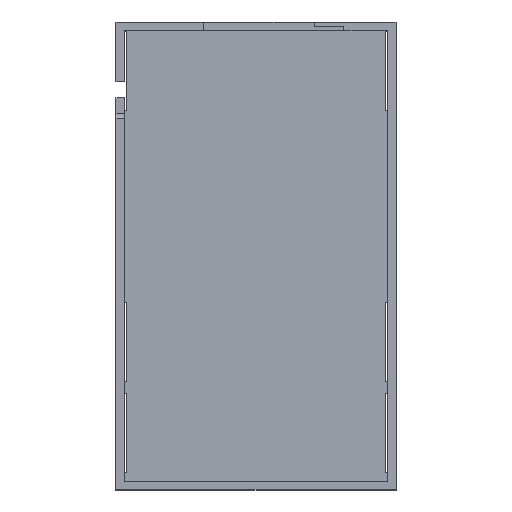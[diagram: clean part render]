
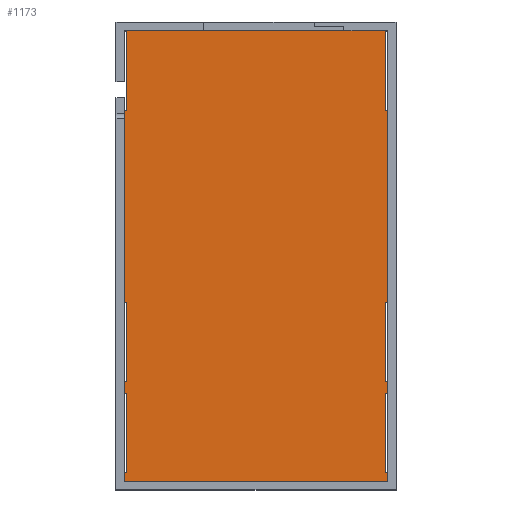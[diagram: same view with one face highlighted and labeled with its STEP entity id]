
A CAD part, top view. The second image highlights one B-rep face of the part: STEP entity #1173.
In plain terms, the highlighted planar face has unit normal (0, 0, 1).
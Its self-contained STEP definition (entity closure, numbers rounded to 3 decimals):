
#72=FACE_OUTER_BOUND('',#121,.T.);
#121=EDGE_LOOP('',(#1051,#1052,#1053,#1054,#1055,#1056,#1057,#1058,#1059,
#1060,#1061,#1062,#1063,#1064,#1065,#1066,#1067,#1068,#1069,#1070,#1071,
#1072,#1073,#1074,#1075,#1076,#1077,#1078));
#131=LINE('',#1544,#296);
#146=LINE('',#1577,#311);
#150=LINE('',#1585,#315);
#154=LINE('',#1593,#319);
#169=LINE('',#1631,#334);
#188=LINE('',#1668,#353);
#217=LINE('',#1724,#382);
#219=LINE('',#1729,#384);
#222=LINE('',#1735,#387);
#225=LINE('',#1741,#390);
#229=LINE('',#1748,#394);
#232=LINE('',#1754,#397);
#233=LINE('',#1756,#398);
#234=LINE('',#1758,#399);
#239=LINE('',#1766,#404);
#240=LINE('',#1768,#405);
#245=LINE('',#1776,#410);
#252=LINE('',#1790,#417);
#253=LINE('',#1793,#418);
#263=LINE('',#1811,#428);
#264=LINE('',#1814,#429);
#268=LINE('',#1820,#433);
#269=LINE('',#1822,#434);
#271=LINE('',#1825,#436);
#275=LINE('',#1832,#440);
#280=LINE('',#1842,#445);
#283=LINE('',#1846,#448);
#286=LINE('',#1851,#451);
#296=VECTOR('',#1260,10.);
#311=VECTOR('',#1281,10.);
#315=VECTOR('',#1285,10.);
#319=VECTOR('',#1289,10.);
#334=VECTOR('',#1328,10.);
#353=VECTOR('',#1361,10.);
#382=VECTOR('',#1394,10.);
#384=VECTOR('',#1398,10.);
#387=VECTOR('',#1403,10.);
#390=VECTOR('',#1408,10.);
#394=VECTOR('',#1414,10.);
#397=VECTOR('',#1419,10.);
#398=VECTOR('',#1422,10.);
#399=VECTOR('',#1425,10.);
#404=VECTOR('',#1432,10.);
#405=VECTOR('',#1435,10.);
#410=VECTOR('',#1442,10.);
#417=VECTOR('',#1453,10.);
#418=VECTOR('',#1456,10.);
#428=VECTOR('',#1472,10.);
#429=VECTOR('',#1475,10.);
#433=VECTOR('',#1483,10.);
#434=VECTOR('',#1484,10.);
#436=VECTOR('',#1486,10.);
#440=VECTOR('',#1490,10.);
#445=VECTOR('',#1501,10.);
#448=VECTOR('',#1506,10.);
#451=VECTOR('',#1513,10.);
#461=VERTEX_POINT('',#1541);
#462=VERTEX_POINT('',#1543);
#476=VERTEX_POINT('',#1574);
#477=VERTEX_POINT('',#1576);
#480=VERTEX_POINT('',#1582);
#481=VERTEX_POINT('',#1584);
#484=VERTEX_POINT('',#1590);
#485=VERTEX_POINT('',#1592);
#496=VERTEX_POINT('',#1630);
#507=VERTEX_POINT('',#1667);
#532=VERTEX_POINT('',#1722);
#533=VERTEX_POINT('',#1726);
#534=VERTEX_POINT('',#1728);
#535=VERTEX_POINT('',#1732);
#536=VERTEX_POINT('',#1734);
#537=VERTEX_POINT('',#1738);
#538=VERTEX_POINT('',#1740);
#539=VERTEX_POINT('',#1744);
#540=VERTEX_POINT('',#1746);
#541=VERTEX_POINT('',#1750);
#542=VERTEX_POINT('',#1752);
#551=VERTEX_POINT('',#1788);
#552=VERTEX_POINT('',#1792);
#557=VERTEX_POINT('',#1809);
#558=VERTEX_POINT('',#1813);
#559=VERTEX_POINT('',#1821);
#560=VERTEX_POINT('',#1824);
#563=VERTEX_POINT('',#1830);
#576=EDGE_CURVE('',#462,#461,#131,.T.);
#592=EDGE_CURVE('',#477,#476,#146,.T.);
#596=EDGE_CURVE('',#481,#480,#150,.T.);
#600=EDGE_CURVE('',#485,#484,#154,.T.);
#619=EDGE_CURVE('',#496,#485,#169,.T.);
#638=EDGE_CURVE('',#507,#462,#188,.T.);
#667=EDGE_CURVE('',#461,#532,#217,.T.);
#669=EDGE_CURVE('',#533,#534,#219,.T.);
#672=EDGE_CURVE('',#535,#536,#222,.T.);
#675=EDGE_CURVE('',#537,#538,#225,.T.);
#679=EDGE_CURVE('',#540,#539,#229,.T.);
#682=EDGE_CURVE('',#542,#541,#232,.T.);
#683=EDGE_CURVE('',#496,#532,#233,.T.);
#684=EDGE_CURVE('',#484,#541,#234,.T.);
#689=EDGE_CURVE('',#542,#481,#239,.T.);
#690=EDGE_CURVE('',#480,#539,#240,.T.);
#695=EDGE_CURVE('',#540,#477,#245,.T.);
#702=EDGE_CURVE('',#535,#551,#252,.T.);
#703=EDGE_CURVE('',#552,#536,#253,.T.);
#713=EDGE_CURVE('',#533,#557,#263,.T.);
#714=EDGE_CURVE('',#558,#534,#264,.T.);
#718=EDGE_CURVE('',#557,#552,#268,.T.);
#719=EDGE_CURVE('',#559,#558,#269,.T.);
#721=EDGE_CURVE('',#560,#507,#271,.T.);
#725=EDGE_CURVE('',#551,#563,#275,.T.);
#730=EDGE_CURVE('',#563,#538,#280,.T.);
#733=EDGE_CURVE('',#537,#560,#283,.T.);
#736=EDGE_CURVE('',#476,#559,#286,.T.);
#1051=ORIENTED_EDGE('',*,*,#638,.T.);
#1052=ORIENTED_EDGE('',*,*,#576,.T.);
#1053=ORIENTED_EDGE('',*,*,#667,.T.);
#1054=ORIENTED_EDGE('',*,*,#683,.F.);
#1055=ORIENTED_EDGE('',*,*,#619,.T.);
#1056=ORIENTED_EDGE('',*,*,#600,.T.);
#1057=ORIENTED_EDGE('',*,*,#684,.T.);
#1058=ORIENTED_EDGE('',*,*,#682,.F.);
#1059=ORIENTED_EDGE('',*,*,#689,.T.);
#1060=ORIENTED_EDGE('',*,*,#596,.T.);
#1061=ORIENTED_EDGE('',*,*,#690,.T.);
#1062=ORIENTED_EDGE('',*,*,#679,.F.);
#1063=ORIENTED_EDGE('',*,*,#695,.T.);
#1064=ORIENTED_EDGE('',*,*,#592,.T.);
#1065=ORIENTED_EDGE('',*,*,#736,.T.);
#1066=ORIENTED_EDGE('',*,*,#719,.T.);
#1067=ORIENTED_EDGE('',*,*,#714,.T.);
#1068=ORIENTED_EDGE('',*,*,#669,.F.);
#1069=ORIENTED_EDGE('',*,*,#713,.T.);
#1070=ORIENTED_EDGE('',*,*,#718,.T.);
#1071=ORIENTED_EDGE('',*,*,#703,.T.);
#1072=ORIENTED_EDGE('',*,*,#672,.F.);
#1073=ORIENTED_EDGE('',*,*,#702,.T.);
#1074=ORIENTED_EDGE('',*,*,#725,.T.);
#1075=ORIENTED_EDGE('',*,*,#730,.T.);
#1076=ORIENTED_EDGE('',*,*,#675,.F.);
#1077=ORIENTED_EDGE('',*,*,#733,.T.);
#1078=ORIENTED_EDGE('',*,*,#721,.T.);
#1124=PLANE('',#1242);
#1173=ADVANCED_FACE('',(#72),#1124,.F.);
#1242=AXIS2_PLACEMENT_3D('',#1854,#1518,#1519);
#1260=DIRECTION('',(0.,-1.,0.));
#1281=DIRECTION('',(0.,-1.,0.));
#1285=DIRECTION('',(0.,-1.,0.));
#1289=DIRECTION('',(0.,-1.,0.));
#1328=DIRECTION('',(-1.,0.,0.));
#1361=DIRECTION('',(-1.,0.,0.));
#1394=DIRECTION('',(1.,0.,0.));
#1398=DIRECTION('',(0.,-1.,0.));
#1403=DIRECTION('',(0.,-1.,0.));
#1408=DIRECTION('',(0.,-1.,0.));
#1414=DIRECTION('',(0.,1.,0.));
#1419=DIRECTION('',(0.,1.,0.));
#1422=DIRECTION('',(0.,1.,0.));
#1425=DIRECTION('',(1.,0.,0.));
#1432=DIRECTION('',(-1.,0.,0.));
#1435=DIRECTION('',(1.,0.,0.));
#1442=DIRECTION('',(-1.,0.,0.));
#1453=DIRECTION('',(1.,0.,0.));
#1456=DIRECTION('',(-1.,0.,0.));
#1472=DIRECTION('',(1.,0.,0.));
#1475=DIRECTION('',(-1.,0.,0.));
#1483=DIRECTION('',(0.,1.,0.));
#1484=DIRECTION('',(0.,1.,0.));
#1486=DIRECTION('',(0.,1.,0.));
#1490=DIRECTION('',(0.,1.,0.));
#1501=DIRECTION('',(-1.,0.,0.));
#1506=DIRECTION('',(1.,0.,0.));
#1513=DIRECTION('',(1.,0.,0.));
#1518=DIRECTION('center_axis',(0.,0.,-1.));
#1519=DIRECTION('ref_axis',(-1.,0.,0.));
#1541=CARTESIAN_POINT('',(-31.113,55.828,21.5));
#1543=CARTESIAN_POINT('',(-31.113,56.027,21.5));
#1544=CARTESIAN_POINT('',(-31.113,-23.964,21.5));
#1574=CARTESIAN_POINT('',(-31.113,-50.627,21.5));
#1576=CARTESIAN_POINT('',(-31.113,-48.428,21.5));
#1577=CARTESIAN_POINT('',(-31.113,-23.964,21.5));
#1582=CARTESIAN_POINT('',(-31.113,-29.827,21.5));
#1584=CARTESIAN_POINT('',(-31.113,-26.928,21.5));
#1585=CARTESIAN_POINT('',(-31.113,-23.964,21.5));
#1590=CARTESIAN_POINT('',(-31.113,-8.327,21.5));
#1592=CARTESIAN_POINT('',(-31.113,37.227,21.5));
#1593=CARTESIAN_POINT('',(-31.113,-23.964,21.5));
#1630=CARTESIAN_POINT('',(-30.613,37.227,21.5));
#1631=CARTESIAN_POINT('',(-16.559,37.227,21.5));
#1667=CARTESIAN_POINT('',(31.102,56.027,21.5));
#1668=CARTESIAN_POINT('',(-15.559,56.027,21.5));
#1722=CARTESIAN_POINT('',(-30.613,55.828,21.5));
#1724=CARTESIAN_POINT('',(-16.559,55.828,21.5));
#1726=CARTESIAN_POINT('',(30.602,-29.827,21.5));
#1728=CARTESIAN_POINT('',(30.602,-48.428,21.5));
#1729=CARTESIAN_POINT('',(30.602,56.027,21.5));
#1732=CARTESIAN_POINT('',(30.602,-8.327,21.5));
#1734=CARTESIAN_POINT('',(30.602,-26.928,21.5));
#1735=CARTESIAN_POINT('',(30.602,56.027,21.5));
#1738=CARTESIAN_POINT('',(30.602,55.828,21.5));
#1740=CARTESIAN_POINT('',(30.602,37.227,21.5));
#1741=CARTESIAN_POINT('',(30.602,56.027,21.5));
#1744=CARTESIAN_POINT('',(-30.613,-29.827,21.5));
#1746=CARTESIAN_POINT('',(-30.613,-48.428,21.5));
#1748=CARTESIAN_POINT('',(-30.613,-50.627,21.5));
#1750=CARTESIAN_POINT('',(-30.613,-8.327,21.5));
#1752=CARTESIAN_POINT('',(-30.613,-26.928,21.5));
#1754=CARTESIAN_POINT('',(-30.613,-50.627,21.5));
#1756=CARTESIAN_POINT('',(-30.613,-50.627,21.5));
#1758=CARTESIAN_POINT('',(-16.559,-8.327,21.5));
#1766=CARTESIAN_POINT('',(-16.559,-26.928,21.5));
#1768=CARTESIAN_POINT('',(-16.559,-29.827,21.5));
#1776=CARTESIAN_POINT('',(-16.559,-48.428,21.5));
#1788=CARTESIAN_POINT('',(31.102,-8.327,21.5));
#1790=CARTESIAN_POINT('',(-16.559,-8.327,21.5));
#1792=CARTESIAN_POINT('',(31.102,-26.928,21.5));
#1793=CARTESIAN_POINT('',(-16.559,-26.928,21.5));
#1809=CARTESIAN_POINT('',(31.102,-29.827,21.5));
#1811=CARTESIAN_POINT('',(-16.559,-29.827,21.5));
#1813=CARTESIAN_POINT('',(31.102,-48.428,21.5));
#1814=CARTESIAN_POINT('',(-16.559,-48.428,21.5));
#1820=CARTESIAN_POINT('',(31.102,29.364,21.5));
#1821=CARTESIAN_POINT('',(31.102,-50.627,21.5));
#1822=CARTESIAN_POINT('',(31.102,29.364,21.5));
#1824=CARTESIAN_POINT('',(31.102,55.828,21.5));
#1825=CARTESIAN_POINT('',(31.102,29.364,21.5));
#1830=CARTESIAN_POINT('',(31.102,37.227,21.5));
#1832=CARTESIAN_POINT('',(31.102,29.364,21.5));
#1842=CARTESIAN_POINT('',(-16.559,37.227,21.5));
#1846=CARTESIAN_POINT('',(-16.559,55.828,21.5));
#1851=CARTESIAN_POINT('',(15.549,-50.627,21.5));
#1854=CARTESIAN_POINT('Origin',(-0.005,2.7,21.5));
